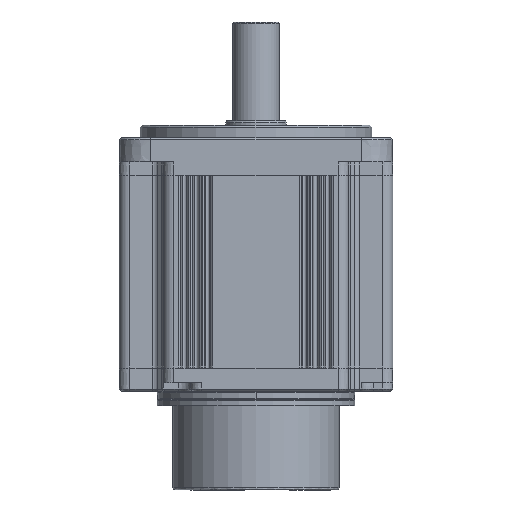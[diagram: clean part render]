
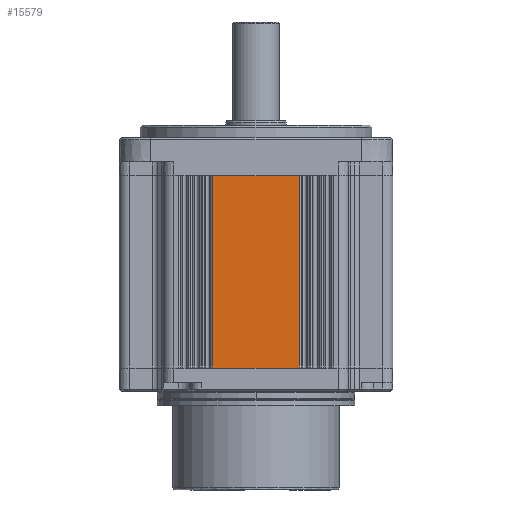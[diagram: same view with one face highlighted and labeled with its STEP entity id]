
A CAD part, front view. The second image highlights one B-rep face of the part: STEP entity #15579.
In plain terms, the highlighted planar face has unit normal (0, -1, 0).
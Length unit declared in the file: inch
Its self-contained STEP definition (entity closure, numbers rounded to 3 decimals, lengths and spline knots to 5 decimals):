
#419 = VERTEX_POINT ( 'NONE', #9877 ) ;
#845 = ORIENTED_EDGE ( 'NONE', *, *, #7360, .F. ) ;
#1130 = DIRECTION ( 'NONE',  ( 1., 0., 0. ) ) ;
#2009 = CARTESIAN_POINT ( 'NONE',  ( 0., -2.55906, -3.32677 ) ) ;
#2536 = CARTESIAN_POINT ( 'NONE',  ( 0., -2.55906, -1.52559 ) ) ;
#2886 = ORIENTED_EDGE ( 'NONE', *, *, #20810, .T. ) ;
#3625 = DIRECTION ( 'NONE',  ( 0., 0., 1. ) ) ;
#4018 = LINE ( 'NONE', #8883, #14424 ) ;
#4605 = AXIS2_PLACEMENT_3D ( 'NONE', #2536, #7214, #12091 ) ;
#6299 = VECTOR ( 'NONE', #10062, 39.37008 ) ;
#6481 = EDGE_LOOP ( 'NONE', ( #845, #19570, #2886, #15054 ) ) ;
#7154 = CARTESIAN_POINT ( 'NONE',  ( 0.8074, -2.55906, 0.27559 ) ) ;
#7214 = DIRECTION ( 'NONE',  ( 0., 1., 0. ) ) ;
#7360 = EDGE_CURVE ( 'NONE', #13095, #10747, #4018, .T. ) ;
#7684 = VECTOR ( 'NONE', #14936, 39.37008 ) ;
#7843 = LINE ( 'NONE', #11541, #6299 ) ;
#8706 = FACE_OUTER_BOUND ( 'NONE', #6481, .T. ) ;
#8883 = CARTESIAN_POINT ( 'NONE',  ( 0., -2.55906, 0.27559 ) ) ;
#9231 = EDGE_CURVE ( 'NONE', #419, #13095, #13057, .T. ) ;
#9877 = CARTESIAN_POINT ( 'NONE',  ( -0.8074, -2.55906, -3.32677 ) ) ;
#10062 = DIRECTION ( 'NONE',  ( 0., 0., -1. ) ) ;
#10747 = VERTEX_POINT ( 'NONE', #7154 ) ;
#11541 = CARTESIAN_POINT ( 'NONE',  ( 0.8074, -2.55906, -1.52559 ) ) ;
#11666 = LINE ( 'NONE', #2009, #7684 ) ;
#11747 = CARTESIAN_POINT ( 'NONE',  ( -0.8074, -2.55906, 0.27559 ) ) ;
#11909 = VECTOR ( 'NONE', #3625, 39.37008 ) ;
#12048 = VERTEX_POINT ( 'NONE', #18400 ) ;
#12091 = DIRECTION ( 'NONE',  ( 0., 0., 1. ) ) ;
#12612 = EDGE_CURVE ( 'NONE', #10747, #12048, #7843, .T. ) ;
#13057 = LINE ( 'NONE', #19843, #11909 ) ;
#13095 = VERTEX_POINT ( 'NONE', #11747 ) ;
#14424 = VECTOR ( 'NONE', #1130, 39.37008 ) ;
#14936 = DIRECTION ( 'NONE',  ( 1., 0., 0. ) ) ;
#15054 = ORIENTED_EDGE ( 'NONE', *, *, #12612, .F. ) ;
#15579 = ADVANCED_FACE ( 'NONE', ( #8706 ), #16770, .F. ) ;
#16770 = PLANE ( 'NONE',  #4605 ) ;
#18400 = CARTESIAN_POINT ( 'NONE',  ( 0.8074, -2.55906, -3.32677 ) ) ;
#19570 = ORIENTED_EDGE ( 'NONE', *, *, #9231, .F. ) ;
#19843 = CARTESIAN_POINT ( 'NONE',  ( -0.8074, -2.55906, -1.52559 ) ) ;
#20810 = EDGE_CURVE ( 'NONE', #419, #12048, #11666, .T. ) ;
